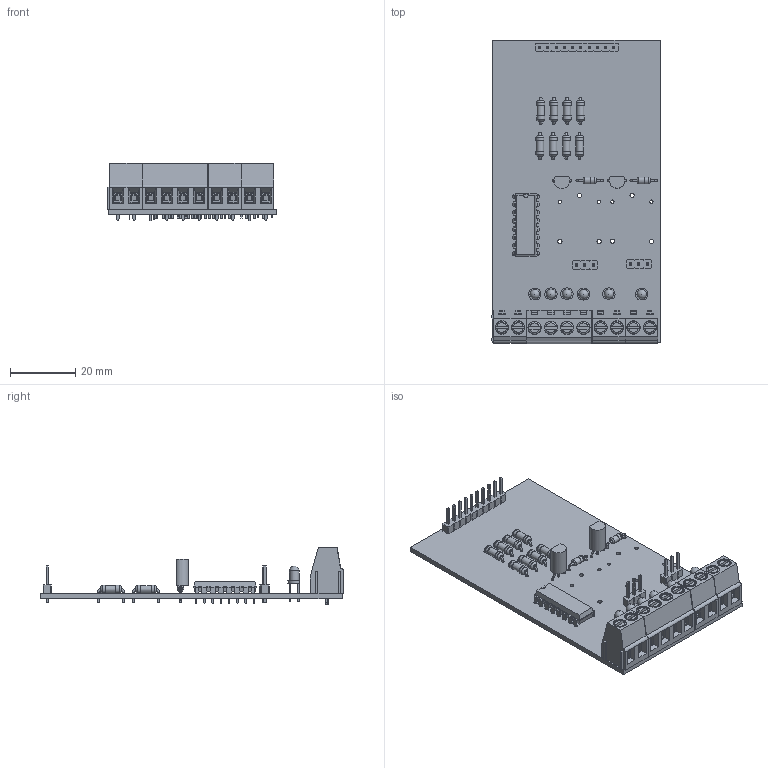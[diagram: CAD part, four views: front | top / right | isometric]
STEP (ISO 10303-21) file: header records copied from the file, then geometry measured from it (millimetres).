
FILE_DESCRIPTION(('KiCad electronic assembly'),'2;1');
FILE_NAME('PPDuino Nano Salidas V2.step','2025-07-17T13:48:58',('Pcbnew' ),('Kicad'),'Open CASCADE STEP processor 7.8', 'KiCad to STEP converter','Unknown');
FILE_SCHEMA(('AUTOMOTIVE_DESIGN { 1 0 10303 214 1 1 1 1 }'));
Length unit declared in the file: millimetre
Products named in the file (20): PPDuino Nano Salidas V2 1; R_Axial_DIN0207_L6.3mm_D2.5mm_P7.62mm_Horizontal; R_Axial_DIN0207_L63mm_D25mm_P762mm_Horizontal; D_DO-35_SOD27_P7.62mm_Horizontal; DIP-16_W7.62mm; PinHeader_1x03_P2.54mm_Vertical; PinHeader_1x03_P254mm_Vertical; DG128-5.0-04; PinHeader_1x10_P2.54mm_Vertical; PinHeader_1x10_P254mm_Vertical; TO-92L_Inline_Wide; Borneras DG128-5.0-02; DG128-5.0-02; LED_D3.0mm_IRBlack; PPDuino Nano Salidas_PCB
Assembly tree (36 placements, depth 3):
  PPDuino Nano Salidas V2 1
    R_Axial_DIN0207_L6.3mm_D2.5mm_P7.62mm_Horizontal  x8
      R_Axial_DIN0207_L63mm_D25mm_P762mm_Horizontal
    D_DO-35_SOD27_P7.62mm_Horizontal  x2
      D_DO-35_SOD27_P7.62mm_Horizontal
    DIP-16_W7.62mm
      DIP-16_W7.62mm
    PinHeader_1x03_P2.54mm_Vertical  x2
      PinHeader_1x03_P254mm_Vertical
    DG128-5.0-04
      DG128-5.0-04
    PinHeader_1x10_P2.54mm_Vertical
      PinHeader_1x10_P254mm_Vertical
    TO-92L_Inline_Wide  x2
      TO-92L_Inline_Wide
    Borneras DG128-5.0-02  x3
      DG128-5.0-02
    LED_D3.0mm_IRBlack  x6
      LED_D3.0mm_IRBlack
    PPDuino Nano Salidas_PCB
Bounding box: 51.8 x 93.3 x 17.6 mm (x, y, z)
Volume: 13260.4 mm3; surface area: 23141.9 mm2
Topology: 59 solids, 59 shells, 2328 faces, 5720 edges, 3616 vertices
Faces by surface type: plane 1891, cylinder 323, torus 70, bspline 28, cone 10, sphere 6
Full cylindrical faces by diameter (mm): 0.5 x6, 0.6 x16, 0.8 x42, 0.9 x12, 1 x20, 1.3 x6, 1.32 x10, 1.8 x10, 2 x14, 2.02 x2, 2.25 x8, 2.5 x26, 2.6 x10, 2.9 x6, 4 x10, 4.1 x10
Entity records: 53113 total; most frequent: CARTESIAN_POINT 8927, ORIENTED_EDGE 7642, DIRECTION 7277, EDGE_CURVE 3821, LINE 3237, VECTOR 3237, VERTEX_POINT 2415, AXIS2_PLACEMENT_3D 2020
